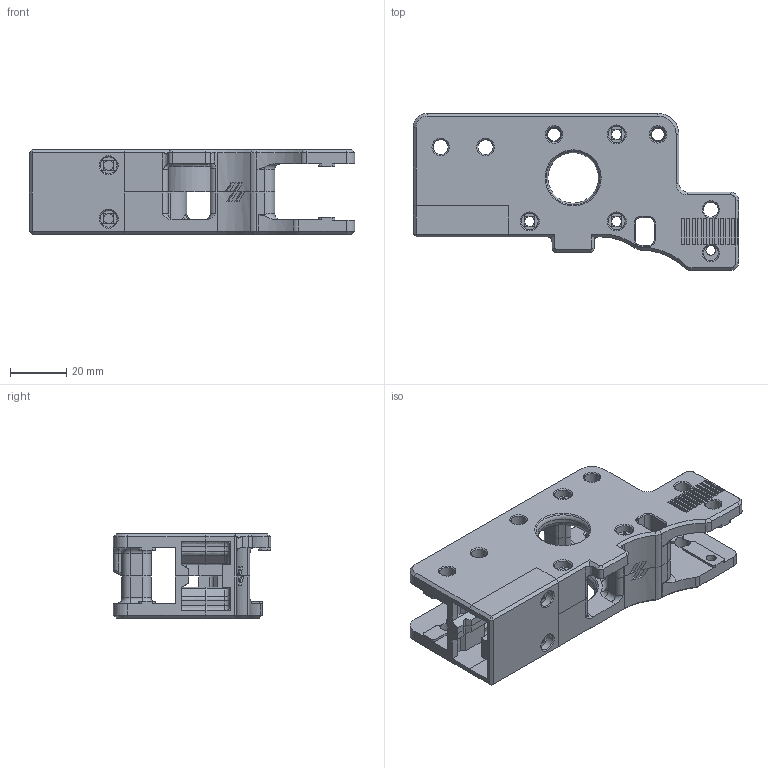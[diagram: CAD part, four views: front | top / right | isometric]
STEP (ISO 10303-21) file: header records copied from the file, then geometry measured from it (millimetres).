
FILE_DESCRIPTION(/* description */ ('STEP AP242','CAx-IF Rec.Pracs.---Representation and Presentation of Product Manufacturing Information (PMI)---4.0---2014-10-13','CAx-IF Rec.Pracs.---3D Tessellated Geometry---0.4---2014-09-14','2;1'),/* implementation_level */ '2;1');
FILE_NAME(/* name */ '9c3c2ff7-79ea-4cfd-805f-2aa3b66ecbe4',/* time_stamp */ '2023-03-09T22:21:53+00:00',/* author */ (''),/* organization */ (''),/* preprocessor_version */ 'ST-DEVELOPER v18.102',/* originating_system */ ' ',/* authorisation */ ' ');
FILE_SCHEMA (('AP242_MANAGED_MODEL_BASED_3D_ENGINEERING_MIM_LF { 1 0 10303 442 1 1 4 }'));
Length unit declared in the file: metre
Products named in the file (3): Top Cover; A Drive Frame Lower; A Drive Frame Upper
Bounding box: 116 x 56.03 x 30 mm (x, y, z)
Volume: 57661.7 mm3; surface area: 33233.2 mm2
Topology: 3 solids, 3 shells, 834 faces, 2210 edges, 1398 vertices
Faces by surface type: plane 455, cylinder 189, bspline 95, cone 53, torus 42
Full cylindrical faces by diameter (mm): 2 x2, 3.4 x1, 3.5 x8, 4.7 x2, 5.4 x9, 6 x5, 6.7 x1, 6.8 x1, 18 x1
Entity records: 34955 total; most frequent: CARTESIAN_POINT 15034, ORIENTED_EDGE 4272, DIRECTION 3817, EDGE_CURVE 2136, VERTEX_POINT 1379, AXIS2_PLACEMENT_3D 1285, LINE 1247, VECTOR 1247
